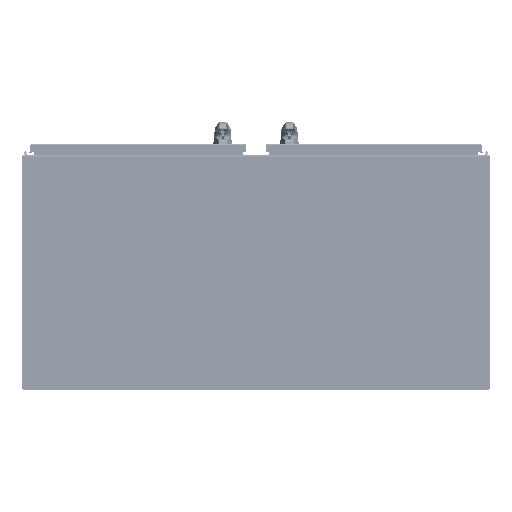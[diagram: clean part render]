
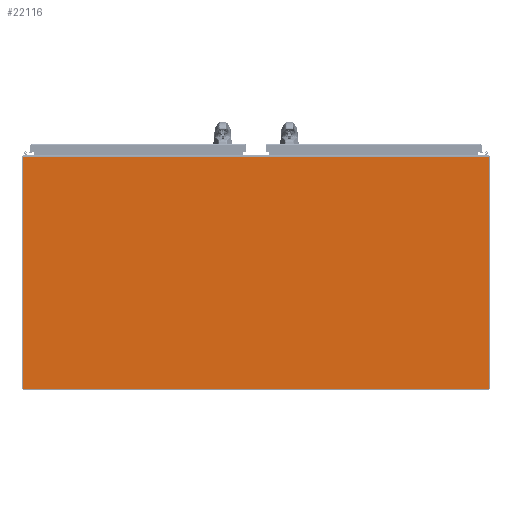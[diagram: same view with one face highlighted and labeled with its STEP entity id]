
A CAD part, front view. The second image highlights one B-rep face of the part: STEP entity #22116.
In plain terms, the highlighted face is planar.
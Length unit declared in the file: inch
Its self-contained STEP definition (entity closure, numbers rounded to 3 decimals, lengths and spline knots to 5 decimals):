
#1280 = EDGE_LOOP ( 'NONE', ( #86545, #45449, #91757, #92803 ) ) ;
#2454 = LINE ( 'NONE', #23948, #27117 ) ;
#7668 = DIRECTION ( 'NONE',  ( 1., 0., 0. ) ) ;
#7827 = DIRECTION ( 'NONE',  ( 0., 0., 1. ) ) ;
#7953 = CARTESIAN_POINT ( 'NONE',  ( 23.49165, 10.8294, 0.125 ) ) ;
#8845 = PLANE ( 'NONE',  #100920 ) ;
#9722 = VECTOR ( 'NONE', #108096, 39.37008 ) ;
#21082 = EDGE_CURVE ( 'NONE', #68555, #57953, #90503, .T. ) ;
#21754 = LINE ( 'NONE', #88627, #25069 ) ;
#22116 = ADVANCED_FACE ( 'NONE', ( #45759 ), #8845, .T. ) ;
#23948 = CARTESIAN_POINT ( 'NONE',  ( -0.44585, -1.1081, 0.125 ) ) ;
#25069 = VECTOR ( 'NONE', #78024, 39.37008 ) ;
#27117 = VECTOR ( 'NONE', #108377, 39.37008 ) ;
#32665 = VECTOR ( 'NONE', #116683, 39.37008 ) ;
#35648 = VERTEX_POINT ( 'NONE', #127842 ) ;
#45449 = ORIENTED_EDGE ( 'NONE', *, *, #127295, .F. ) ;
#45759 = FACE_OUTER_BOUND ( 'NONE', #1280, .T. ) ;
#49360 = CARTESIAN_POINT ( 'NONE',  ( -0.44585, -1.07685, 0.125 ) ) ;
#53594 = VERTEX_POINT ( 'NONE', #49360 ) ;
#57953 = VERTEX_POINT ( 'NONE', #106242 ) ;
#62294 = CARTESIAN_POINT ( 'NONE',  ( -0.44585, 22.7669, 0.125 ) ) ;
#68555 = VERTEX_POINT ( 'NONE', #62294 ) ;
#78024 = DIRECTION ( 'NONE',  ( 1., 0., 0. ) ) ;
#86286 = CARTESIAN_POINT ( 'NONE',  ( -0.44585, 22.7669, 0.125 ) ) ;
#86545 = ORIENTED_EDGE ( 'NONE', *, *, #125340, .T. ) ;
#87319 = EDGE_CURVE ( 'NONE', #53594, #68555, #2454, .T. ) ;
#88627 = CARTESIAN_POINT ( 'NONE',  ( 11.5229, -1.07685, 0.125 ) ) ;
#90503 = LINE ( 'NONE', #86286, #9722 ) ;
#91757 = ORIENTED_EDGE ( 'NONE', *, *, #21082, .F. ) ;
#92803 = ORIENTED_EDGE ( 'NONE', *, *, #87319, .F. ) ;
#100920 = AXIS2_PLACEMENT_3D ( 'NONE', #7953, #7827, #7668 ) ;
#105603 = CARTESIAN_POINT ( 'NONE',  ( 47.42915, 22.7669, 0.125 ) ) ;
#106242 = CARTESIAN_POINT ( 'NONE',  ( 47.42915, 22.7669, 0.125 ) ) ;
#108096 = DIRECTION ( 'NONE',  ( 1., 0., 0. ) ) ;
#108377 = DIRECTION ( 'NONE',  ( 0., 1., 0. ) ) ;
#116683 = DIRECTION ( 'NONE',  ( 0., -1., 0. ) ) ;
#120277 = LINE ( 'NONE', #105603, #32665 ) ;
#125340 = EDGE_CURVE ( 'NONE', #53594, #35648, #21754, .T. ) ;
#127295 = EDGE_CURVE ( 'NONE', #57953, #35648, #120277, .T. ) ;
#127842 = CARTESIAN_POINT ( 'NONE',  ( 47.42915, -1.07685, 0.125 ) ) ;
